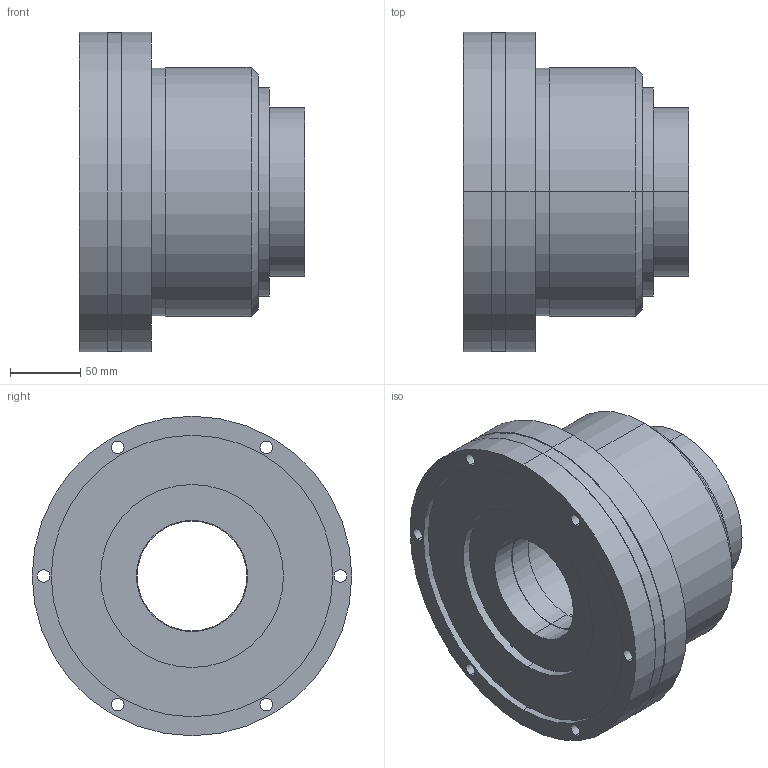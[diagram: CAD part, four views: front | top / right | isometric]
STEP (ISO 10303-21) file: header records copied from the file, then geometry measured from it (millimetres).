
FILE_DESCRIPTION (( 'STEP AP214' ), '1' );
FILE_NAME ('GAL-65.STEP', '2023-12-25T05:32:22', ( '' ), ( '' ), 'SwSTEP 2.0', 'SolidWorks 2023', '' );
FILE_SCHEMA (( 'AUTOMOTIVE_DESIGN' ));
Length unit declared in the file: millimetre
Products named in the file (3): GAL-65 本体; GAL-65; GAL-65 盖子
Assembly tree (2 placements, depth 2):
  GAL-65
    GAL-65 本体
    GAL-65 盖子
Bounding box: 160.1 x 227 x 227 mm (x, y, z)
Volume: 3240025.7 mm3; surface area: 256118.5 mm2
Topology: 2 solids, 2 shells, 149 faces, 345 edges, 210 vertices
Faces by surface type: cylinder 82, cone 36, plane 31
Entity records: 5157 total; most frequent: DIRECTION 821, CARTESIAN_POINT 693, ORIENTED_EDGE 658, AXIS2_PLACEMENT_3D 338, EDGE_CURVE 329, VERTEX_POINT 210, EDGE_LOOP 199, CIRCLE 184
